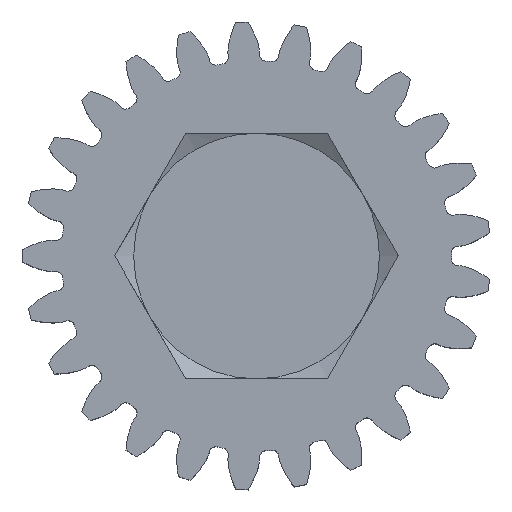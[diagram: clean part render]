
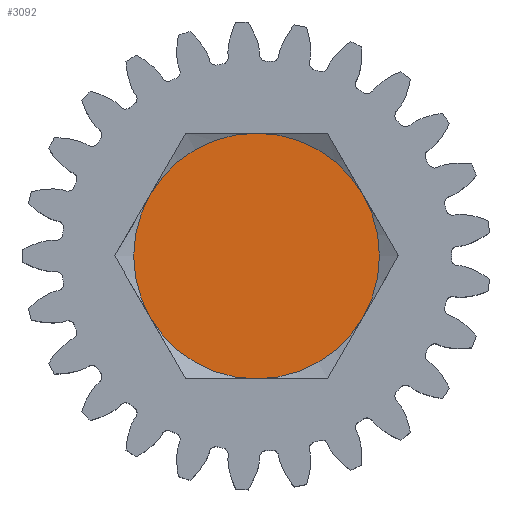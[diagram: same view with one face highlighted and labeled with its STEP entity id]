
A CAD part, top view. The second image highlights one B-rep face of the part: STEP entity #3092.
In plain terms, the highlighted planar face has unit normal (0, 0, 1).
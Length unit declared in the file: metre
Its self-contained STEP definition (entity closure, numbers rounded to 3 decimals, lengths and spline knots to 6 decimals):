
#1409=ORIENTED_EDGE('',*,*,#2039,.T.);
#1410=ORIENTED_EDGE('',*,*,#2041,.T.);
#1411=ORIENTED_EDGE('',*,*,#2026,.T.);
#1412=ORIENTED_EDGE('',*,*,#2029,.T.);
#1413=ORIENTED_EDGE('',*,*,#2033,.F.);
#1414=ORIENTED_EDGE('',*,*,#2036,.T.);
#2026=EDGE_CURVE('',#2359,#2357,#2571,.T.);
#2029=EDGE_CURVE('',#2357,#2360,#2572,.T.);
#2033=EDGE_CURVE('',#2363,#2360,#2573,.T.);
#2036=EDGE_CURVE('',#2363,#2365,#2574,.T.);
#2039=EDGE_CURVE('',#2365,#2367,#2575,.T.);
#2041=EDGE_CURVE('',#2367,#2359,#2576,.T.);
#2357=VERTEX_POINT('',#7717);
#2359=VERTEX_POINT('',#7720);
#2360=VERTEX_POINT('',#7730);
#2363=VERTEX_POINT('',#7747);
#2365=VERTEX_POINT('',#7759);
#2367=VERTEX_POINT('',#7771);
#2571=CIRCLE('',#3411,0.018);
#2572=CIRCLE('',#3413,0.018);
#2573=CIRCLE('',#3415,0.018);
#2574=CIRCLE('',#3417,0.018);
#2575=CIRCLE('',#3419,0.018);
#2576=CIRCLE('',#3421,0.018);
#2743=EDGE_LOOP('',(#1409,#1410,#1411,#1412,#1413,#1414));
#2913=FACE_BOUND('',#2743,.T.);
#2926=PLANE('',#3428);
#3092=ADVANCED_FACE('',(#2913),#2926,.F.);
#3411=AXIS2_PLACEMENT_3D('',#7719,#4196,#4197);
#3413=AXIS2_PLACEMENT_3D('',#7732,#4200,#4201);
#3415=AXIS2_PLACEMENT_3D('',#7748,#4204,#4205);
#3417=AXIS2_PLACEMENT_3D('',#7760,#4208,#4209);
#3419=AXIS2_PLACEMENT_3D('',#7772,#4212,#4213);
#3421=AXIS2_PLACEMENT_3D('',#7779,#4216,#4217);
#3428=AXIS2_PLACEMENT_3D('',#7796,#4236,#4237);
#4196=DIRECTION('',(0.,0.,1.));
#4197=DIRECTION('',(0.,-1.,0.));
#4200=DIRECTION('',(0.,0.,1.));
#4201=DIRECTION('',(0.,-1.,0.));
#4204=DIRECTION('',(0.,0.,-1.));
#4205=DIRECTION('',(0.,1.,0.));
#4208=DIRECTION('',(0.,0.,1.));
#4209=DIRECTION('',(0.,-1.,0.));
#4212=DIRECTION('',(0.,0.,1.));
#4213=DIRECTION('',(0.,-1.,0.));
#4216=DIRECTION('',(0.,0.,1.));
#4217=DIRECTION('',(0.,-1.,0.));
#4236=DIRECTION('',(0.,0.,-1.));
#4237=DIRECTION('',(1.,0.,0.));
#7717=CARTESIAN_POINT('',(0.015588,0.05535,-0.078625));
#7719=CARTESIAN_POINT('',(0.,0.06435,-0.078625));
#7720=CARTESIAN_POINT('',(0.,0.04635,-0.078625));
#7730=CARTESIAN_POINT('',(0.015588,0.07335,-0.078625));
#7732=CARTESIAN_POINT('',(0.,0.06435,-0.078625));
#7747=CARTESIAN_POINT('',(0.,0.08235,-0.078625));
#7748=CARTESIAN_POINT('',(0.,0.06435,-0.078625));
#7759=CARTESIAN_POINT('',(-0.015588,0.07335,-0.078625));
#7760=CARTESIAN_POINT('',(0.,0.06435,-0.078625));
#7771=CARTESIAN_POINT('',(-0.015588,0.05535,-0.078625));
#7772=CARTESIAN_POINT('',(0.,0.06435,-0.078625));
#7779=CARTESIAN_POINT('',(0.,0.06435,-0.078625));
#7796=CARTESIAN_POINT('',(-0.000084,0.06435,-0.078625));
